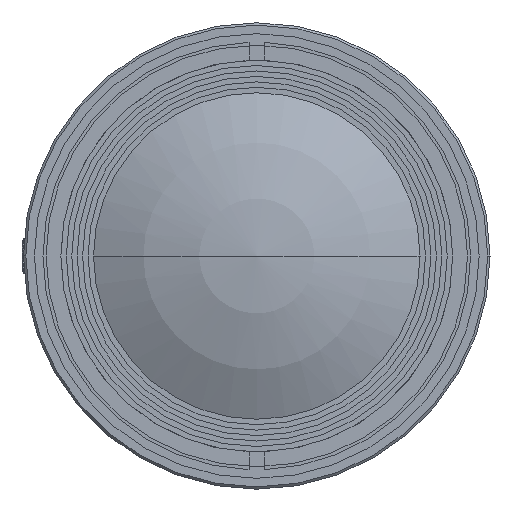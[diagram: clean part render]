
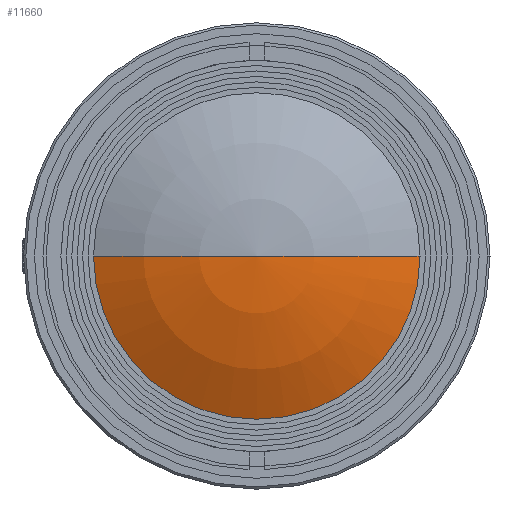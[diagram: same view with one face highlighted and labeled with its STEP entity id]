
A CAD part, left-side view. The second image highlights one B-rep face of the part: STEP entity #11660.
In plain terms, the highlighted spherical face has radius 45.399 mm.
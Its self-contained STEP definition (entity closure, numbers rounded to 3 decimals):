
#11488=CARTESIAN_POINT('',(5.357,0.,0.));
#11489=DIRECTION('',(1.,0.,0.));
#11490=DIRECTION('',(0.,-1.,0.));
#11491=AXIS2_PLACEMENT_3D('',#11488,#11489,#11490);
#11493=CARTESIAN_POINT('',(45.399,0.,0.));
#11494=DIRECTION('',(0.,0.,-1.));
#11495=DIRECTION('',(-1.,0.,0.));
#11496=AXIS2_PLACEMENT_3D('',#11493,#11494,#11495);
#11498=CARTESIAN_POINT('',(45.399,0.,0.));
#11499=DIRECTION('',(0.,0.,1.));
#11500=DIRECTION('',(-1.,0.,0.));
#11501=AXIS2_PLACEMENT_3D('',#11498,#11499,#11500);
#11556=CARTESIAN_POINT('',(5.357,21.394,
0.));
#11557=CARTESIAN_POINT('',(5.357,-21.394,
0.));
#11558=VERTEX_POINT('',#11556);
#11559=VERTEX_POINT('',#11557);
#11560=CARTESIAN_POINT('',(0.,0.,0.));
#11561=VERTEX_POINT('',#11560);
#11648=CARTESIAN_POINT('',(45.399,0.,0.));
#11649=DIRECTION('',(1.,0.,0.));
#11650=DIRECTION('',(0.,-1.,0.));
#11651=AXIS2_PLACEMENT_3D('',#11648,#11649,#11650);
#11652=SPHERICAL_SURFACE('',#11651,45.399);
#11653=ORIENTED_EDGE('',*,*,#11642,.T.);
#11655=ORIENTED_EDGE('',*,*,#11654,.F.);
#11657=ORIENTED_EDGE('',*,*,#11656,.T.);
#11658=EDGE_LOOP('',(#11653,#11655,#11657));
#11659=FACE_OUTER_BOUND('',#11658,.F.);
#11660=ADVANCED_FACE('',(#11659),#11652,.T.);
#11492=CIRCLE('',#11491,21.394);
#11497=CIRCLE('',#11496,45.399);
#11502=CIRCLE('',#11501,45.399);
#11642=EDGE_CURVE('',#11559,#11558,#11492,.T.);
#11654=EDGE_CURVE('',#11561,#11558,#11497,.T.);
#11656=EDGE_CURVE('',#11561,#11559,#11502,.T.);
